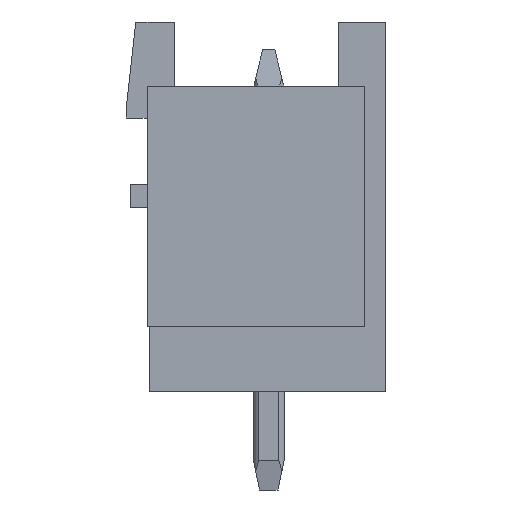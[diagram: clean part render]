
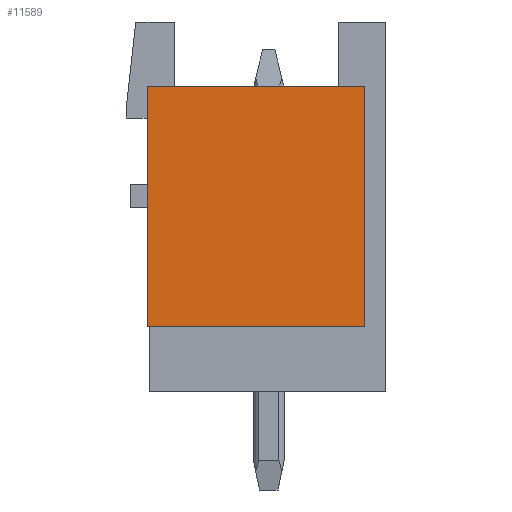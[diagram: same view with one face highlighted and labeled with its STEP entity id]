
A CAD part, left-side view. The second image highlights one B-rep face of the part: STEP entity #11589.
In plain terms, the highlighted planar face has unit normal (-1, 0, 0).
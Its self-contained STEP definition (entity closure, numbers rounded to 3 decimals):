
#11562=AXIS2_PLACEMENT_3D('Plane Axis2P3D',#11559,#11560,#11561) ;
#11537=CARTESIAN_POINT('Vertex',(0.,7.75,13.1)) ;
#11540=CARTESIAN_POINT('Line Origine',(0.,4.225,13.1)) ;
#11544=CARTESIAN_POINT('Vertex',(0.,0.7,13.1)) ;
#11559=CARTESIAN_POINT('Axis2P3D Location',(0.,7.75,5.3)) ;
#11564=CARTESIAN_POINT('Line Origine',(0.,7.75,9.2)) ;
#11568=CARTESIAN_POINT('Vertex',(0.,7.75,5.3)) ;
#11571=CARTESIAN_POINT('Line Origine',(0.,4.225,5.3)) ;
#11575=CARTESIAN_POINT('Vertex',(0.,0.7,5.3)) ;
#11578=CARTESIAN_POINT('Line Origine',(0.,0.7,9.2)) ;
#11541=DIRECTION('Vector Direction',(0.,-1.,0.)) ;
#11560=DIRECTION('Axis2P3D Direction',(1.,0.,0.)) ;
#11561=DIRECTION('Axis2P3D XDirection',(0.,0.,1.)) ;
#11565=DIRECTION('Vector Direction',(0.,0.,1.)) ;
#11572=DIRECTION('Vector Direction',(0.,-1.,0.)) ;
#11579=DIRECTION('Vector Direction',(0.,0.,1.)) ;
#11542=VECTOR('Line Direction',#11541,1.) ;
#11566=VECTOR('Line Direction',#11565,1.) ;
#11573=VECTOR('Line Direction',#11572,1.) ;
#11580=VECTOR('Line Direction',#11579,1.) ;
#11584=ORIENTED_EDGE('',*,*,#11546,.F.) ;
#11585=ORIENTED_EDGE('',*,*,#11570,.T.) ;
#11586=ORIENTED_EDGE('',*,*,#11577,.T.) ;
#11587=ORIENTED_EDGE('',*,*,#11582,.F.) ;
#11589=ADVANCED_FACE('HOUSING',(#11588),#11563,.F.) ;
#11546=EDGE_CURVE('',#11538,#11545,#11543,.T.) ;
#11570=EDGE_CURVE('',#11538,#11569,#11567,.F.) ;
#11577=EDGE_CURVE('',#11569,#11576,#11574,.T.) ;
#11582=EDGE_CURVE('',#11545,#11576,#11581,.F.) ;
#11583=EDGE_LOOP('',(#11584,#11585,#11586,#11587)) ;
#11588=FACE_OUTER_BOUND('',#11583,.T.) ;
#11543=LINE('Line',#11540,#11542) ;
#11567=LINE('Line',#11564,#11566) ;
#11574=LINE('Line',#11571,#11573) ;
#11581=LINE('Line',#11578,#11580) ;
#11563=PLANE('',#11562) ;
#11538=VERTEX_POINT('',#11537) ;
#11545=VERTEX_POINT('',#11544) ;
#11569=VERTEX_POINT('',#11568) ;
#11576=VERTEX_POINT('',#11575) ;
